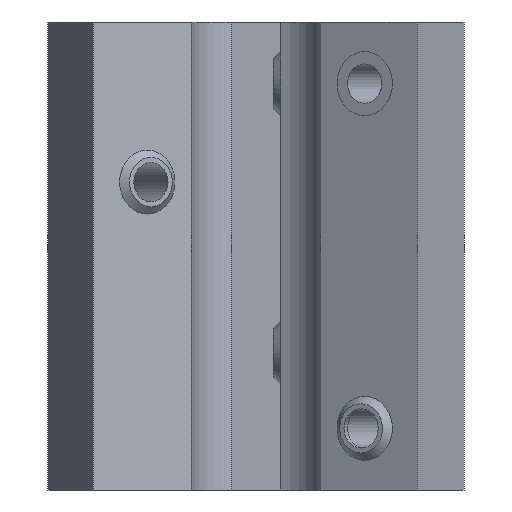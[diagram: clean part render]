
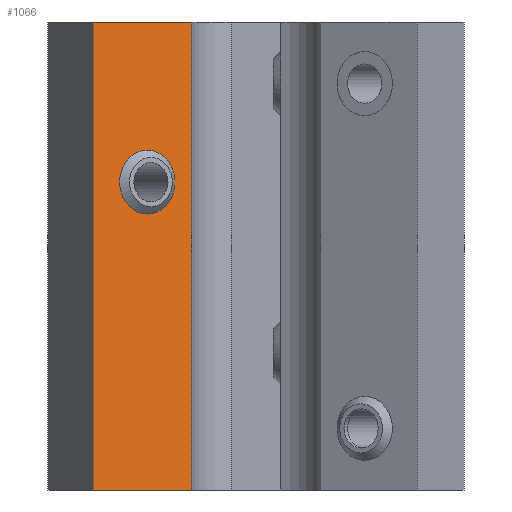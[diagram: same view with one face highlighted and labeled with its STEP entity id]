
A CAD part, front view. The second image highlights one B-rep face of the part: STEP entity #1066.
In plain terms, the highlighted planar face has unit normal (0.5, -0.866, 0).
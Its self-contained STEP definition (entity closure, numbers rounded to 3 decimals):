
#44 = PLANE('',#45);
#45 = AXIS2_PLACEMENT_3D('',#46,#47,#48);
#46 = CARTESIAN_POINT('',(-42.223,2.632,0.));
#47 = DIRECTION('',(0.866,0.5,0.));
#48 = DIRECTION('',(0.5,-0.866,0.));
#73 = PLANE('',#74);
#74 = AXIS2_PLACEMENT_3D('',#75,#76,#77);
#75 = CARTESIAN_POINT('',(-0.048,14.215,95.));
#76 = DIRECTION('',(-0.,-0.,-1.));
#77 = DIRECTION('',(-1.,0.,0.));
#132 = PLANE('',#133);
#133 = AXIS2_PLACEMENT_3D('',#134,#135,#136);
#134 = CARTESIAN_POINT('',(-0.048,14.215,0.));
#135 = DIRECTION('',(-0.,-0.,-1.));
#136 = DIRECTION('',(-1.,0.,0.));
#378 = VERTEX_POINT('',#379);
#379 = CARTESIAN_POINT('',(-33.021,-13.306,95.));
#400 = EDGE_CURVE('',#401,#378,#403,.T.);
#401 = VERTEX_POINT('',#402);
#402 = CARTESIAN_POINT('',(-33.021,-13.306,0.));
#403 = SURFACE_CURVE('',#404,(#408,#415),.PCURVE_S1.);
#404 = LINE('',#405,#406);
#405 = CARTESIAN_POINT('',(-33.021,-13.306,0.));
#406 = VECTOR('',#407,1.);
#407 = DIRECTION('',(0.,0.,1.));
#408 = PCURVE('',#44,#409);
#409 = DEFINITIONAL_REPRESENTATION('',(#410),#414);
#410 = LINE('',#411,#412);
#411 = CARTESIAN_POINT('',(18.403,0.));
#412 = VECTOR('',#413,1.);
#413 = DIRECTION('',(0.,-1.));
#414 = ( GEOMETRIC_REPRESENTATION_CONTEXT(2) 
PARAMETRIC_REPRESENTATION_CONTEXT() REPRESENTATION_CONTEXT('2D SPACE',''
  ) );
#415 = PCURVE('',#416,#421);
#416 = PLANE('',#417);
#417 = AXIS2_PLACEMENT_3D('',#418,#419,#420);
#418 = CARTESIAN_POINT('',(-13.125,-1.819,0.));
#419 = DIRECTION('',(0.5,-0.866,0.));
#420 = DIRECTION('',(-0.866,-0.5,0.));
#421 = DEFINITIONAL_REPRESENTATION('',(#422),#426);
#422 = LINE('',#423,#424);
#423 = CARTESIAN_POINT('',(22.974,0.));
#424 = VECTOR('',#425,1.);
#425 = DIRECTION('',(0.,-1.));
#426 = ( GEOMETRIC_REPRESENTATION_CONTEXT(2) 
PARAMETRIC_REPRESENTATION_CONTEXT() REPRESENTATION_CONTEXT('2D SPACE',''
  ) );
#683 = VERTEX_POINT('',#684);
#684 = CARTESIAN_POINT('',(-13.125,-1.819,0.));
#703 = CYLINDRICAL_SURFACE('',#704,13.25);
#704 = AXIS2_PLACEMENT_3D('',#705,#706,#707);
#705 = CARTESIAN_POINT('',(0.,0.,0.));
#706 = DIRECTION('',(-0.,-0.,-1.));
#707 = DIRECTION('',(1.,0.,0.));
#715 = EDGE_CURVE('',#683,#401,#716,.T.);
#716 = SURFACE_CURVE('',#717,(#721,#728),.PCURVE_S1.);
#717 = LINE('',#718,#719);
#718 = CARTESIAN_POINT('',(-13.125,-1.819,0.));
#719 = VECTOR('',#720,1.);
#720 = DIRECTION('',(-0.866,-0.5,0.));
#721 = PCURVE('',#132,#722);
#722 = DEFINITIONAL_REPRESENTATION('',(#723),#727);
#723 = LINE('',#724,#725);
#724 = CARTESIAN_POINT('',(13.077,-16.033));
#725 = VECTOR('',#726,1.);
#726 = DIRECTION('',(0.866,-0.5));
#727 = ( GEOMETRIC_REPRESENTATION_CONTEXT(2) 
PARAMETRIC_REPRESENTATION_CONTEXT() REPRESENTATION_CONTEXT('2D SPACE',''
  ) );
#728 = PCURVE('',#416,#729);
#729 = DEFINITIONAL_REPRESENTATION('',(#730),#734);
#730 = LINE('',#731,#732);
#731 = CARTESIAN_POINT('',(0.,0.));
#732 = VECTOR('',#733,1.);
#733 = DIRECTION('',(1.,0.));
#734 = ( GEOMETRIC_REPRESENTATION_CONTEXT(2) 
PARAMETRIC_REPRESENTATION_CONTEXT() REPRESENTATION_CONTEXT('2D SPACE',''
  ) );
#936 = VERTEX_POINT('',#937);
#937 = CARTESIAN_POINT('',(-13.125,-1.819,95.));
#963 = EDGE_CURVE('',#936,#378,#964,.T.);
#964 = SURFACE_CURVE('',#965,(#969,#976),.PCURVE_S1.);
#965 = LINE('',#966,#967);
#966 = CARTESIAN_POINT('',(-13.125,-1.819,95.));
#967 = VECTOR('',#968,1.);
#968 = DIRECTION('',(-0.866,-0.5,0.));
#969 = PCURVE('',#73,#970);
#970 = DEFINITIONAL_REPRESENTATION('',(#971),#975);
#971 = LINE('',#972,#973);
#972 = CARTESIAN_POINT('',(13.077,-16.033));
#973 = VECTOR('',#974,1.);
#974 = DIRECTION('',(0.866,-0.5));
#975 = ( GEOMETRIC_REPRESENTATION_CONTEXT(2) 
PARAMETRIC_REPRESENTATION_CONTEXT() REPRESENTATION_CONTEXT('2D SPACE',''
  ) );
#976 = PCURVE('',#416,#977);
#977 = DEFINITIONAL_REPRESENTATION('',(#978),#982);
#978 = LINE('',#979,#980);
#979 = CARTESIAN_POINT('',(0.,-95.));
#980 = VECTOR('',#981,1.);
#981 = DIRECTION('',(1.,0.));
#982 = ( GEOMETRIC_REPRESENTATION_CONTEXT(2) 
PARAMETRIC_REPRESENTATION_CONTEXT() REPRESENTATION_CONTEXT('2D SPACE',''
  ) );
#1066 = ADVANCED_FACE('',(#1067,#1093),#416,.T.);
#1067 = FACE_BOUND('',#1068,.T.);
#1068 = EDGE_LOOP('',(#1069,#1090,#1091,#1092));
#1069 = ORIENTED_EDGE('',*,*,#1070,.T.);
#1070 = EDGE_CURVE('',#683,#936,#1071,.T.);
#1071 = SURFACE_CURVE('',#1072,(#1076,#1083),.PCURVE_S1.);
#1072 = LINE('',#1073,#1074);
#1073 = CARTESIAN_POINT('',(-13.125,-1.819,0.));
#1074 = VECTOR('',#1075,1.);
#1075 = DIRECTION('',(0.,0.,1.));
#1076 = PCURVE('',#416,#1077);
#1077 = DEFINITIONAL_REPRESENTATION('',(#1078),#1082);
#1078 = LINE('',#1079,#1080);
#1079 = CARTESIAN_POINT('',(0.,0.));
#1080 = VECTOR('',#1081,1.);
#1081 = DIRECTION('',(0.,-1.));
#1082 = ( GEOMETRIC_REPRESENTATION_CONTEXT(2) 
PARAMETRIC_REPRESENTATION_CONTEXT() REPRESENTATION_CONTEXT('2D SPACE',''
  ) );
#1083 = PCURVE('',#703,#1084);
#1084 = DEFINITIONAL_REPRESENTATION('',(#1085),#1089);
#1085 = LINE('',#1086,#1087);
#1086 = CARTESIAN_POINT('',(-3.279,0.));
#1087 = VECTOR('',#1088,1.);
#1088 = DIRECTION('',(-0.,-1.));
#1089 = ( GEOMETRIC_REPRESENTATION_CONTEXT(2) 
PARAMETRIC_REPRESENTATION_CONTEXT() REPRESENTATION_CONTEXT('2D SPACE',''
  ) );
#1090 = ORIENTED_EDGE('',*,*,#963,.T.);
#1091 = ORIENTED_EDGE('',*,*,#400,.F.);
#1092 = ORIENTED_EDGE('',*,*,#715,.F.);
#1093 = FACE_BOUND('',#1094,.T.);
#1094 = EDGE_LOOP('',(#1095));
#1095 = ORIENTED_EDGE('',*,*,#1096,.F.);
#1096 = EDGE_CURVE('',#1097,#1097,#1099,.T.);
#1097 = VERTEX_POINT('',#1098);
#1098 = CARTESIAN_POINT('',(-16.448,-3.737,62.5));
#1099 = SURFACE_CURVE('',#1100,(#1105,#1112),.PCURVE_S1.);
#1100 = CIRCLE('',#1101,6.487);
#1101 = AXIS2_PLACEMENT_3D('',#1102,#1103,#1104);
#1102 = CARTESIAN_POINT('',(-22.066,-6.981,62.5));
#1103 = DIRECTION('',(0.5,-0.866,0.));
#1104 = DIRECTION('',(0.866,0.5,0.));
#1105 = PCURVE('',#416,#1106);
#1106 = DEFINITIONAL_REPRESENTATION('',(#1107),#1111);
#1107 = CIRCLE('',#1108,6.487);
#1108 = AXIS2_PLACEMENT_2D('',#1109,#1110);
#1109 = CARTESIAN_POINT('',(10.324,-62.5));
#1110 = DIRECTION('',(-1.,0.));
#1111 = ( GEOMETRIC_REPRESENTATION_CONTEXT(2) 
PARAMETRIC_REPRESENTATION_CONTEXT() REPRESENTATION_CONTEXT('2D SPACE',''
  ) );
#1112 = PCURVE('',#1113,#1118);
#1113 = CONICAL_SURFACE('',#1114,6.5,0.785);
#1114 = AXIS2_PLACEMENT_3D('',#1115,#1116,#1117);
#1115 = CARTESIAN_POINT('',(-22.072,-6.97,62.5));
#1116 = DIRECTION('',(-0.5,0.866,0.));
#1117 = DIRECTION('',(0.866,0.5,0.));
#1118 = DEFINITIONAL_REPRESENTATION('',(#1119),#1123);
#1119 = LINE('',#1120,#1121);
#1120 = CARTESIAN_POINT('',(-0.,-0.013));
#1121 = VECTOR('',#1122,1.);
#1122 = DIRECTION('',(-1.,-0.));
#1123 = ( GEOMETRIC_REPRESENTATION_CONTEXT(2) 
PARAMETRIC_REPRESENTATION_CONTEXT() REPRESENTATION_CONTEXT('2D SPACE',''
  ) );
